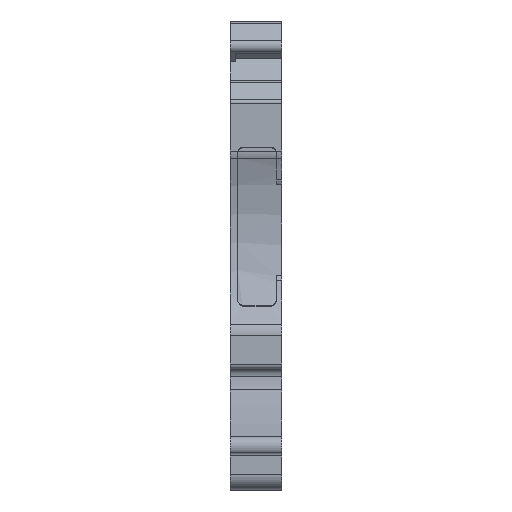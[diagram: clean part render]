
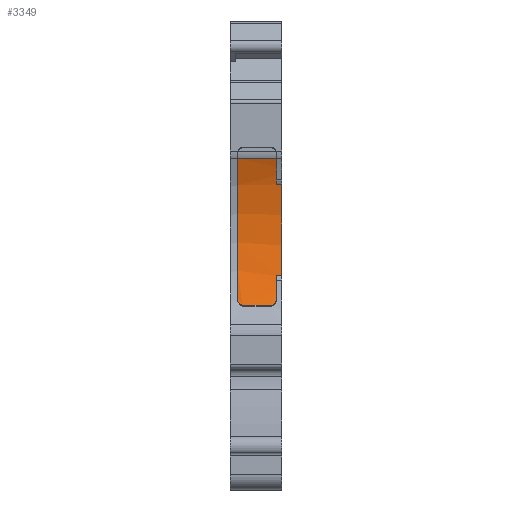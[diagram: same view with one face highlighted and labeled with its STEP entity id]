
A CAD part, left-side view. The second image highlights one B-rep face of the part: STEP entity #3349.
In plain terms, the highlighted cylindrical face has radius 17.975 mm (diameter 35.95 mm), a partial arc.
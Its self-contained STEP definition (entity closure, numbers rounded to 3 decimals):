
#36=B_SPLINE_CURVE_WITH_KNOTS('',3,(#5534,#5535,#5536,#5537,#5538),
 .UNSPECIFIED.,.F.,.F.,(4,1,4),(0.,0.001,
0.001),.UNSPECIFIED.);
#37=B_SPLINE_CURVE_WITH_KNOTS('',3,(#5544,#5545,#5546,#5547,#5548),
 .UNSPECIFIED.,.F.,.F.,(4,1,4),(0.,0.001,0.001),
 .UNSPECIFIED.);
#118=CYLINDRICAL_SURFACE('',#3682,17.975);
#236=CIRCLE('',#3623,17.975);
#239=CIRCLE('',#3631,17.975);
#242=CIRCLE('',#3639,17.975);
#260=CIRCLE('',#3673,17.975);
#1233=ORIENTED_EDGE('',*,*,#1694,.F.);
#1234=ORIENTED_EDGE('',*,*,#1692,.F.);
#1235=ORIENTED_EDGE('',*,*,#1748,.F.);
#1236=ORIENTED_EDGE('',*,*,#1701,.T.);
#1237=ORIENTED_EDGE('',*,*,#1676,.T.);
#1238=ORIENTED_EDGE('',*,*,#1686,.F.);
#1239=ORIENTED_EDGE('',*,*,#1679,.T.);
#1240=ORIENTED_EDGE('',*,*,#1683,.F.);
#1241=ORIENTED_EDGE('',*,*,#1685,.F.);
#1242=ORIENTED_EDGE('',*,*,#1741,.T.);
#1676=EDGE_CURVE('',#2041,#2042,#36,.T.);
#1679=EDGE_CURVE('',#2043,#2044,#37,.T.);
#1683=EDGE_CURVE('',#2045,#2044,#236,.T.);
#1685=EDGE_CURVE('',#2046,#2045,#2380,.F.);
#1686=EDGE_CURVE('',#2043,#2042,#2381,.F.);
#1692=EDGE_CURVE('',#2050,#2051,#239,.T.);
#1694=EDGE_CURVE('',#2051,#2052,#2384,.T.);
#1701=EDGE_CURVE('',#2056,#2041,#242,.T.);
#1741=EDGE_CURVE('',#2046,#2052,#260,.T.);
#1748=EDGE_CURVE('',#2056,#2050,#2410,.T.);
#2041=VERTEX_POINT('',#5539);
#2042=VERTEX_POINT('',#5540);
#2043=VERTEX_POINT('',#5549);
#2044=VERTEX_POINT('',#5550);
#2045=VERTEX_POINT('',#5555);
#2046=VERTEX_POINT('',#5559);
#2050=VERTEX_POINT('',#5576);
#2051=VERTEX_POINT('',#5578);
#2052=VERTEX_POINT('',#5582);
#2056=VERTEX_POINT('',#5599);
#2380=LINE('',#5560,#2710);
#2381=LINE('',#5562,#2711);
#2384=LINE('',#5581,#2714);
#2410=LINE('',#5704,#2740);
#2710=VECTOR('',#4506,1000.);
#2711=VECTOR('',#4509,1000.);
#2714=VECTOR('',#4526,1000.);
#2740=VECTOR('',#4648,1000.);
#2910=EDGE_LOOP('',(#1233,#1234,#1235,#1236,#1237,#1238,#1239,#1240,#1241,
#1242));
#3084=FACE_BOUND('',#2910,.T.);
#3349=ADVANCED_FACE('',(#3084),#118,.F.);
#3623=AXIS2_PLACEMENT_3D('',#5556,#4500,#4501);
#3631=AXIS2_PLACEMENT_3D('',#5577,#4520,#4521);
#3639=AXIS2_PLACEMENT_3D('',#5598,#4540,#4541);
#3673=AXIS2_PLACEMENT_3D('',#5689,#4624,#4625);
#3682=AXIS2_PLACEMENT_3D('',#5705,#4649,#4650);
#4500=DIRECTION('',(0.,1.,0.));
#4501=DIRECTION('',(0.,0.,1.));
#4506=DIRECTION('',(0.,-1.,0.));
#4509=DIRECTION('',(0.,-1.,0.));
#4520=DIRECTION('',(0.,1.,0.));
#4521=DIRECTION('',(0.,0.,1.));
#4526=DIRECTION('',(0.,-1.,0.));
#4540=DIRECTION('',(0.,1.,0.));
#4541=DIRECTION('',(0.,0.,1.));
#4624=DIRECTION('',(0.,-1.,0.));
#4625=DIRECTION('',(0.,0.,-1.));
#4648=DIRECTION('',(0.,-1.,0.));
#4649=DIRECTION('',(0.,-1.,0.));
#4650=DIRECTION('',(0.,0.,-1.));
#5534=CARTESIAN_POINT('',(-28.193,2.05,-9.304));
#5535=CARTESIAN_POINT('',(-28.26,2.05,-9.463));
#5536=CARTESIAN_POINT('',(-28.396,1.99,-9.772));
#5537=CARTESIAN_POINT('',(-28.521,1.725,-10.035));
#5538=CARTESIAN_POINT('',(-28.521,1.55,-10.035));
#5539=CARTESIAN_POINT('',(-28.193,2.05,-9.304));
#5540=CARTESIAN_POINT('',(-28.521,1.55,-10.035));
#5544=CARTESIAN_POINT('',(-28.521,-1.25,-10.035));
#5545=CARTESIAN_POINT('',(-28.521,-1.425,-10.035));
#5546=CARTESIAN_POINT('',(-28.396,-1.69,-9.773));
#5547=CARTESIAN_POINT('',(-28.26,-1.75,-9.463));
#5548=CARTESIAN_POINT('',(-28.193,-1.75,-9.304));
#5549=CARTESIAN_POINT('',(-28.521,-1.25,-10.035));
#5550=CARTESIAN_POINT('',(-28.193,-1.75,-9.304));
#5555=CARTESIAN_POINT('',(-27.445,-1.75,-7.167));
#5556=CARTESIAN_POINT('',(-44.75,-1.75,-2.307));
#5559=CARTESIAN_POINT('',(-27.445,-2.25,-7.167));
#5560=CARTESIAN_POINT('',(-27.445,0.25,-7.167));
#5562=CARTESIAN_POINT('',(-28.521,2.75,-10.035));
#5576=CARTESIAN_POINT('',(-28.019,-1.75,4.263));
#5577=CARTESIAN_POINT('',(-44.75,-1.75,-2.307));
#5578=CARTESIAN_POINT('',(-27.231,-1.75,1.716));
#5581=CARTESIAN_POINT('',(-27.231,0.25,1.716));
#5582=CARTESIAN_POINT('',(-27.231,-2.25,1.716));
#5598=CARTESIAN_POINT('',(-44.75,2.05,-2.307));
#5599=CARTESIAN_POINT('',(-28.019,2.05,4.263));
#5689=CARTESIAN_POINT('',(-44.75,-2.25,-2.307));
#5704=CARTESIAN_POINT('',(-28.019,2.75,4.263));
#5705=CARTESIAN_POINT('',(-44.75,2.75,-2.307));
